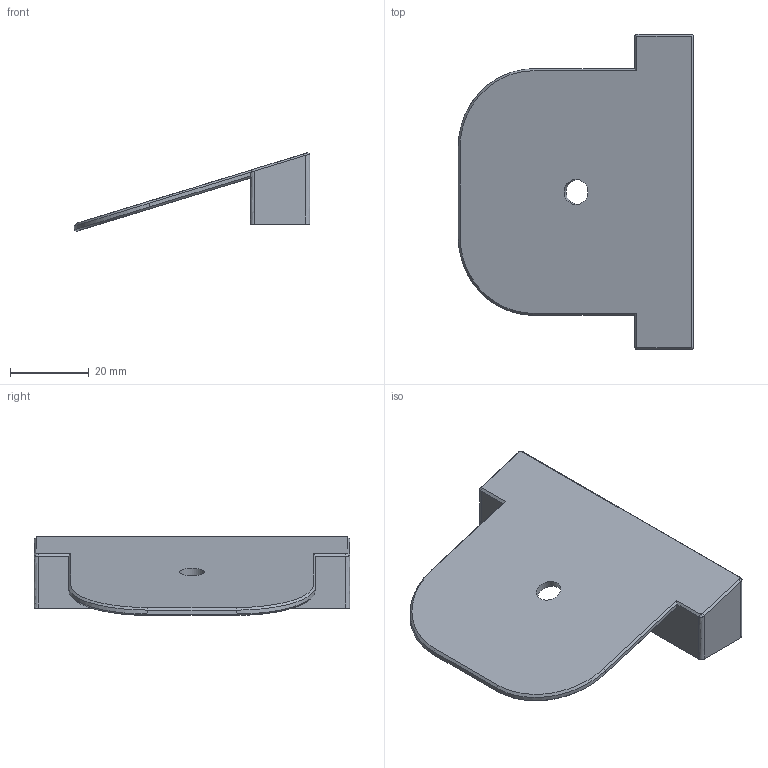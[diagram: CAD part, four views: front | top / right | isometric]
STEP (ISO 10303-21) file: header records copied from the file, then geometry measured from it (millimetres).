
FILE_DESCRIPTION(/* description */ ('STEP AP242','CAx-IF Rec.Pracs.---Representation and Presentation of Product Manufacturing Information (PMI)---4.0---2014-10-13','CAx-IF Rec.Pracs.---3D Tessellated Geometry---0.4---2014-09-14','2;1'),/* implementation_level */ '2;1');
FILE_NAME(/* name */ '672ecb3f57e07e0582d0a42c',/* time_stamp */ '2024-11-09T02:38:56Z',/* author */ (''),/* organization */ (''),/* preprocessor_version */ 'ST-DEVELOPER v20',/* originating_system */ 'ONSHAPE BY PTC INC, 1.189',/* authorisation */ ' ');
FILE_SCHEMA (('AP242_MANAGED_MODEL_BASED_3D_ENGINEERING_MIM_LF { 1 0 10303 442 1 1 4 }'));
Length unit declared in the file: metre
Products named in the file (1): Part 1
Bounding box: 59.77 x 80 x 19.98 mm (x, y, z)
Volume: 24378.8 mm3; surface area: 10969 mm2
Topology: 1 solids, 1 shells, 36 faces, 86 edges, 52 vertices
Faces by surface type: plane 21, bspline 14, cylinder 1
Full cylindrical faces by diameter (mm): 6.35 x1
Entity records: 1279 total; most frequent: CARTESIAN_POINT 560, ORIENTED_EDGE 170, DIRECTION 89, EDGE_CURVE 85, VERTEX_POINT 52, B_SPLINE_CURVE_WITH_KNOTS 44, LINE 39, VECTOR 39
